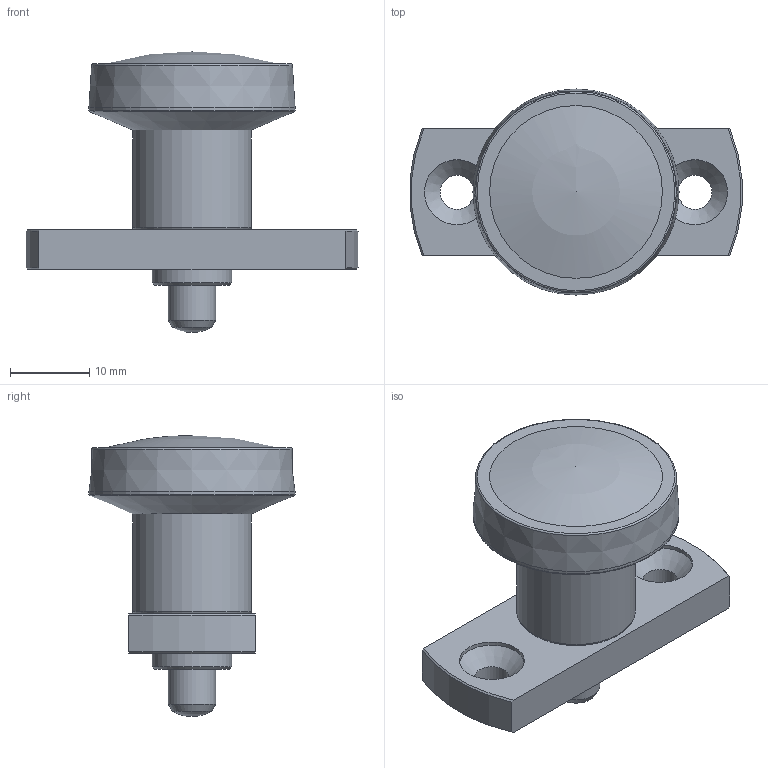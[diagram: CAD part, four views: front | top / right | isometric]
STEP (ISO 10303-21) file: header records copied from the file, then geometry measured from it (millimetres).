
FILE_DESCRIPTION( ( 'Unknown' ), '1' );
FILE_NAME( '6394450_PPFA_6.stp', 'Unknown', ( 'Unknown' ), ( 'Unknown' ), 'PSStep 14.0', 'Unknown', ' ' );
FILE_SCHEMA( ( 'AUTOMOTIVE_DESIGN { 1 0 10303 214 1 1 1 1 }' ) );
Length unit declared in the file: millimetre
Products named in the file (1): 8900451
Bounding box: 41.87 x 26 x 35.45 mm (x, y, z)
Volume: 9302.8 mm3; surface area: 5531.3 mm2
Topology: 1 solids, 7 shells, 78 faces, 197 edges, 130 vertices
Faces by surface type: cone 25, plane 25, cylinder 23, torus 3, sphere 2
Full cylindrical faces by diameter (mm): 3.8 x4, 4 x2, 4.3 x2, 6 x1, 6.1 x1, 8.2 x2, 9.7 x1, 10 x2, 15 x1, 26 x1
Entity records: 2682 total; most frequent: CARTESIAN_POINT 425, DIRECTION 344, ORIENTED_EDGE 270, AXIS2_PLACEMENT_3D 154, EDGE_CURVE 135, EDGE_LOOP 132, VERTEX_POINT 107, FACE_OUTER_BOUND 98
